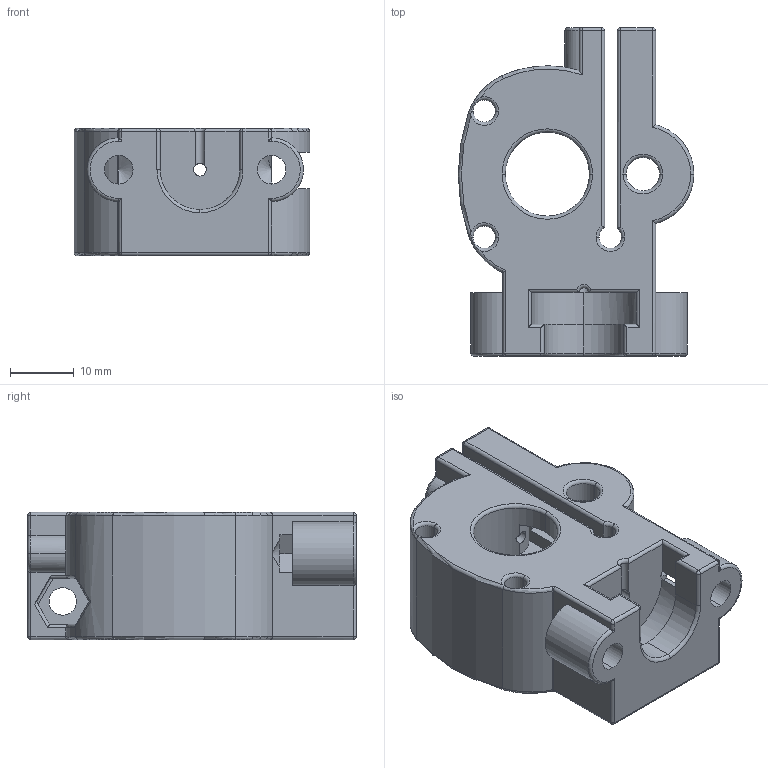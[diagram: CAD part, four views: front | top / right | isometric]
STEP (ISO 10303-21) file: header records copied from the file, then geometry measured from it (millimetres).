
FILE_DESCRIPTION (( 'STEP AP203' ), '1' );
FILE_NAME ('M2 Filament Drive r2.STEP', '2013-09-26T18:16:59', ( '' ), ( '' ), 'SwSTEP 2.0', 'SolidWorks 2012', '' );
FILE_SCHEMA (( 'CONFIG_CONTROL_DESIGN' ));
Length unit declared in the file: millimetre
Products named in the file (1): M2 Filament Drive r2
Bounding box: 37 x 51.6 x 20 mm (x, y, z)
Volume: 19178.3 mm3; surface area: 9738.1 mm2
Topology: 1 solids, 1 shells, 236 faces, 633 edges, 371 vertices
Faces by surface type: cylinder 103, plane 63, torus 47, sphere 14, cone 5, bspline 4
Entity records: 7624 total; most frequent: CARTESIAN_POINT 1746, DIRECTION 1248, ORIENTED_EDGE 1232, EDGE_CURVE 616, AXIS2_PLACEMENT_3D 481, VERTEX_POINT 371, LINE 286, VECTOR 286
